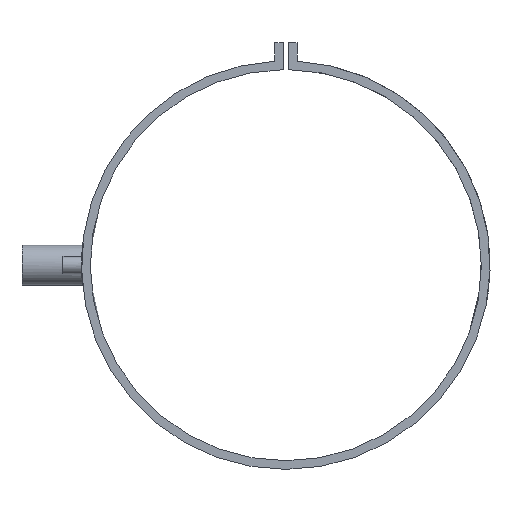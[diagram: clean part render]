
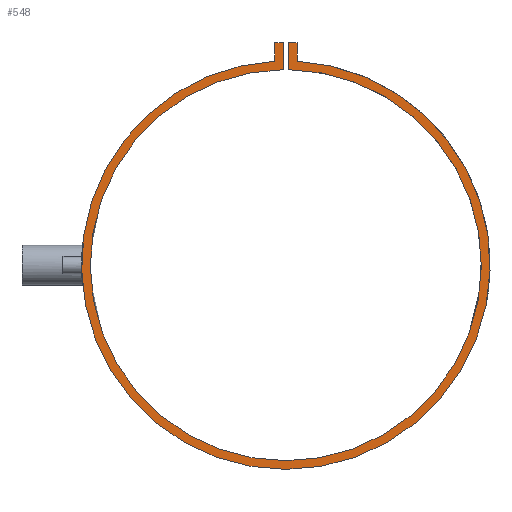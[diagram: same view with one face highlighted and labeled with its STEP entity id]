
A CAD part, left-side view. The second image highlights one B-rep face of the part: STEP entity #548.
In plain terms, the highlighted planar face has unit normal (-1, 0, 0).
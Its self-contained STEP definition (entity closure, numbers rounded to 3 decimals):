
#29 = CARTESIAN_POINT ( 'NONE',  ( -80., 0., 0. ) ) ;
#67 = VECTOR ( 'NONE', #1577, 1000. ) ;
#78 = DIRECTION ( 'NONE',  ( 0., -1., 0. ) ) ;
#92 = ORIENTED_EDGE ( 'NONE', *, *, #915, .F. ) ;
#94 = EDGE_CURVE ( 'NONE', #112, #1053, #155, .T. ) ;
#107 = VERTEX_POINT ( 'NONE', #1295 ) ;
#112 = VERTEX_POINT ( 'NONE', #306 ) ;
#155 = CIRCLE ( 'NONE', #1175, 164.5 ) ;
#156 = EDGE_CURVE ( 'NONE', #574, #1184, #1038, .T. ) ;
#212 = CARTESIAN_POINT ( 'NONE',  ( -80., 2., 179.254 ) ) ;
#218 = EDGE_CURVE ( 'NONE', #1053, #574, #1598, .T. ) ;
#227 = DIRECTION ( 'NONE',  ( 0., 0., 1. ) ) ;
#248 = LINE ( 'NONE', #212, #1113 ) ;
#306 = CARTESIAN_POINT ( 'NONE',  ( -80., -9., 164.254 ) ) ;
#315 = EDGE_CURVE ( 'NONE', #1129, #1375, #613, .T. ) ;
#330 = CARTESIAN_POINT ( 'NONE',  ( -80., 2., 179.254 ) ) ;
#355 = CARTESIAN_POINT ( 'NONE',  ( -80., 9., 179.254 ) ) ;
#376 = PLANE ( 'NONE',  #1055 ) ;
#389 = ORIENTED_EDGE ( 'NONE', *, *, #807, .F. ) ;
#394 = CARTESIAN_POINT ( 'NONE',  ( -80., -9., 179.254 ) ) ;
#396 = CARTESIAN_POINT ( 'NONE',  ( -80., 9., 179.254 ) ) ;
#456 = ORIENTED_EDGE ( 'NONE', *, *, #1484, .F. ) ;
#480 = DIRECTION ( 'NONE',  ( 0., -1., 0. ) ) ;
#522 = VECTOR ( 'NONE', #1520, 1000. ) ;
#548 = ADVANCED_FACE ( 'NONE', ( #1365 ), #376, .F. ) ;
#553 = AXIS2_PLACEMENT_3D ( 'NONE', #1026, #1155, #625 ) ;
#572 = EDGE_CURVE ( 'NONE', #1184, #1129, #248, .T. ) ;
#574 = VERTEX_POINT ( 'NONE', #396 ) ;
#613 = CIRCLE ( 'NONE', #553, 157.5 ) ;
#625 = DIRECTION ( 'NONE',  ( 0., 0., -1. ) ) ;
#632 = DIRECTION ( 'NONE',  ( 1., 0., 0. ) ) ;
#636 = CARTESIAN_POINT ( 'NONE',  ( -80., 9., 179.254 ) ) ;
#703 = VECTOR ( 'NONE', #227, 1000. ) ;
#707 = VECTOR ( 'NONE', #78, 1000. ) ;
#787 = CARTESIAN_POINT ( 'NONE',  ( -80., 9., 164.254 ) ) ;
#807 = EDGE_CURVE ( 'NONE', #1375, #107, #1130, .T. ) ;
#816 = CARTESIAN_POINT ( 'NONE',  ( -80., 2., 157.487 ) ) ;
#822 = ORIENTED_EDGE ( 'NONE', *, *, #94, .F. ) ;
#839 = EDGE_LOOP ( 'NONE', ( #822, #456, #92, #389, #1356, #1366, #985, #1491 ) ) ;
#915 = EDGE_CURVE ( 'NONE', #107, #1733, #1065, .T. ) ;
#985 = ORIENTED_EDGE ( 'NONE', *, *, #156, .F. ) ;
#986 = LINE ( 'NONE', #1250, #522 ) ;
#1026 = CARTESIAN_POINT ( 'NONE',  ( -80., 0., 0. ) ) ;
#1038 = LINE ( 'NONE', #355, #1582 ) ;
#1053 = VERTEX_POINT ( 'NONE', #787 ) ;
#1055 = AXIS2_PLACEMENT_3D ( 'NONE', #1093, #632, #1223 ) ;
#1065 = LINE ( 'NONE', #1342, #707 ) ;
#1093 = CARTESIAN_POINT ( 'NONE',  ( -80., 0., 0. ) ) ;
#1113 = VECTOR ( 'NONE', #1233, 1000. ) ;
#1129 = VERTEX_POINT ( 'NONE', #816 ) ;
#1130 = LINE ( 'NONE', #1277, #67 ) ;
#1155 = DIRECTION ( 'NONE',  ( -1., 0., 0. ) ) ;
#1175 = AXIS2_PLACEMENT_3D ( 'NONE', #29, #1699, #1730 ) ;
#1184 = VERTEX_POINT ( 'NONE', #330 ) ;
#1223 = DIRECTION ( 'NONE',  ( 0., 0., -1. ) ) ;
#1233 = DIRECTION ( 'NONE',  ( 0., 0., -1. ) ) ;
#1250 = CARTESIAN_POINT ( 'NONE',  ( -80., -9., 179.254 ) ) ;
#1277 = CARTESIAN_POINT ( 'NONE',  ( -80., -2., 179.254 ) ) ;
#1295 = CARTESIAN_POINT ( 'NONE',  ( -80., -2., 179.254 ) ) ;
#1309 = CARTESIAN_POINT ( 'NONE',  ( -80., -2., 157.487 ) ) ;
#1342 = CARTESIAN_POINT ( 'NONE',  ( -80., -2., 179.254 ) ) ;
#1356 = ORIENTED_EDGE ( 'NONE', *, *, #315, .F. ) ;
#1365 = FACE_OUTER_BOUND ( 'NONE', #839, .T. ) ;
#1366 = ORIENTED_EDGE ( 'NONE', *, *, #572, .F. ) ;
#1375 = VERTEX_POINT ( 'NONE', #1309 ) ;
#1484 = EDGE_CURVE ( 'NONE', #1733, #112, #986, .T. ) ;
#1491 = ORIENTED_EDGE ( 'NONE', *, *, #218, .F. ) ;
#1520 = DIRECTION ( 'NONE',  ( 0., 0., -1. ) ) ;
#1577 = DIRECTION ( 'NONE',  ( 0., 0., 1. ) ) ;
#1582 = VECTOR ( 'NONE', #480, 1000. ) ;
#1598 = LINE ( 'NONE', #636, #703 ) ;
#1699 = DIRECTION ( 'NONE',  ( 1., 0., 0. ) ) ;
#1730 = DIRECTION ( 'NONE',  ( 0., 0., -1. ) ) ;
#1733 = VERTEX_POINT ( 'NONE', #394 ) ;
